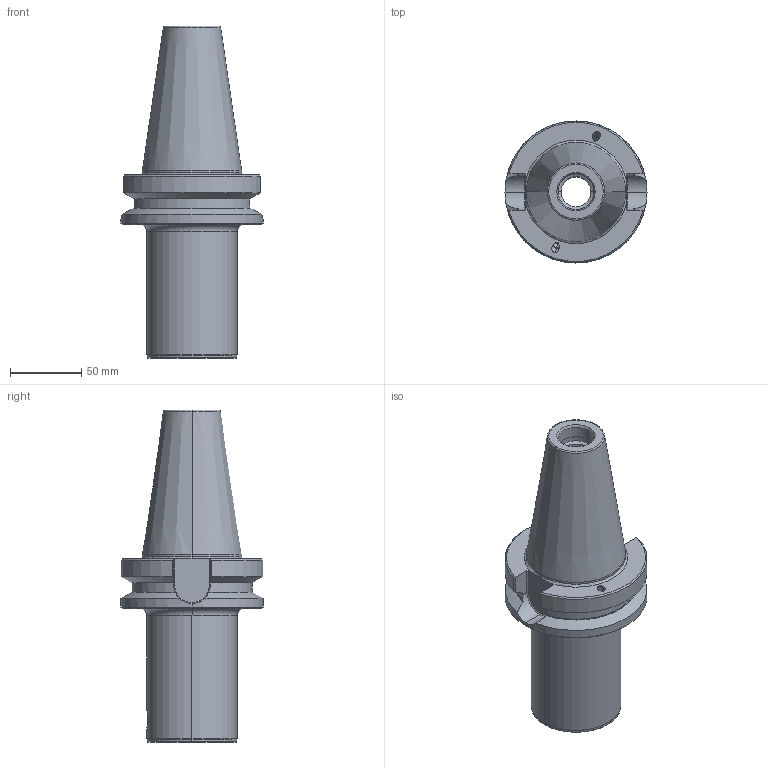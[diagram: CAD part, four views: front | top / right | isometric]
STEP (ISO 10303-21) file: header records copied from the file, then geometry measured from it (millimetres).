
FILE_DESCRIPTION(('no description'),'unknown implementation level');
FILE_NAME('2DE84573-5265-494F-8EC4-B716F9BEF966_export.stp',' ',('CIMSOURCE GmbH'),('CADClick - KiM GmbH - www.kimweb.de'),'unknown preprocess','ACIS','unknown authorization');
FILE_SCHEMA(('automotive_design'));
Length unit declared in the file: millimetre
Products named in the file (2): 323.777 Kaiser SK50 BTBD X CKS6 X 160|323.777 Kaiser SK50 BTBD X CKS6 X 160_Standard;NONE; 323.777 Kaiser SK50 BTBD X CKS6 X 160|690.436 Kaiser ETL M12 X 18 CK6_Standard;NONE
Bounding box: 100 x 100 x 233.8 mm (x, y, z)
Volume: 669088.3 mm3; surface area: 83482 mm2
Topology: 2 solids, 2 shells, 185 faces, 434 edges, 262 vertices
Faces by surface type: cylinder 64, plane 57, cone 52, torus 12
Entity records: 10673 total; most frequent: CARTESIAN_POINT 1445, DIRECTION 922, STYLED_ITEM 879, PRESENTATION_STYLE_ASSIGNMENT 879, COLOUR_RGB 879, ORIENTED_EDGE 860, EDGE_CURVE 430, CURVE_STYLE 430
